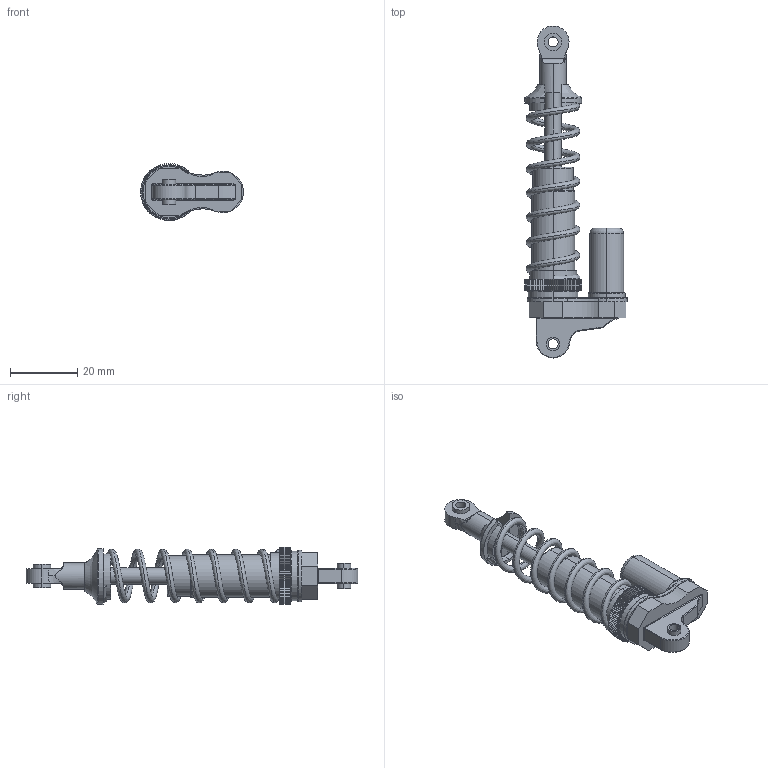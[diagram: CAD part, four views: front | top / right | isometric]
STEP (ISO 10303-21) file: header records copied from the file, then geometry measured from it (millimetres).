
FILE_DESCRIPTION (( 'STEP AP203' ), '1' );
FILE_NAME ('KJ90FT33×°ÅäÌåx2.STEP', '2024-11-05T11:34:14', ( '' ), ( '' ), 'SwSTEP 2.0', 'SolidWorks 2020', '' );
FILE_SCHEMA (( 'CONFIG_CONTROL_DESIGN' ));
Length unit declared in the file: millimetre
Products named in the file (6): ________.STEP; KJ90FT33蚾饜极x2; ________-0.STEP; ____90____.STEP; KJ90FT33蚾饜极.STEP; ________-1.STEP
Assembly tree (5 placements, depth 3):
  KJ90FT33蚾饜极x2
    KJ90FT33蚾饜极.STEP
      ________.STEP
      ____90____.STEP
      ________-0.STEP
      ________-1.STEP
Bounding box: 30.67 x 98.95 x 16.99 mm (x, y, z)
Volume: 12474.6 mm3; surface area: 7971.9 mm2
Topology: 4 solids, 4 shells, 699 faces, 1606 edges, 927 vertices
Faces by surface type: cylinder 417, plane 235, torus 26, bspline 21
Entity records: 27746 total; most frequent: CARTESIAN_POINT 12719, ORIENTED_EDGE 3212, DIRECTION 2726, EDGE_CURVE 1606, VECTOR 1024, LINE 1024, VERTEX_POINT 927, AXIS2_PLACEMENT_3D 851
